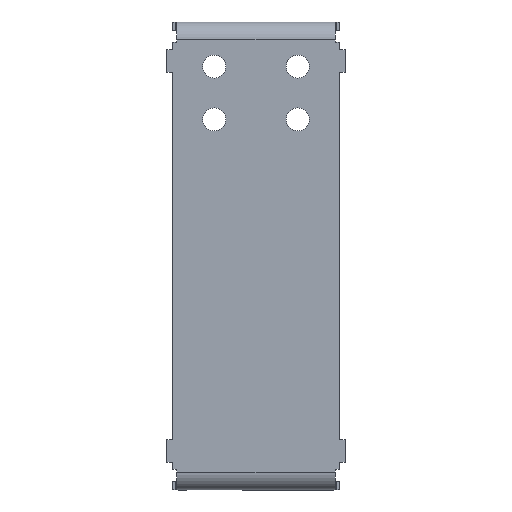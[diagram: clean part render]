
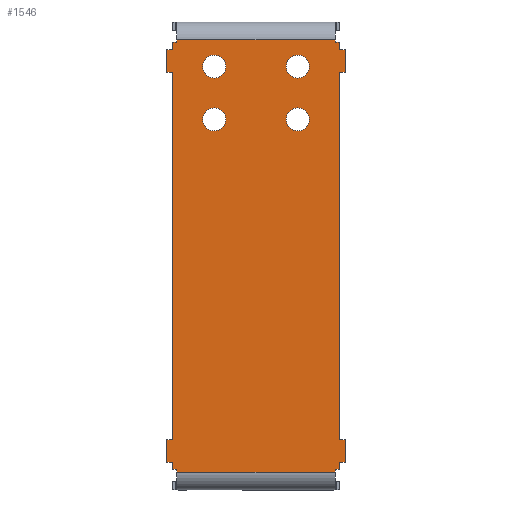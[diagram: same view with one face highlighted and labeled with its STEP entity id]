
A CAD part, top view. The second image highlights one B-rep face of the part: STEP entity #1546.
In plain terms, the highlighted planar face has unit normal (0, 0, 1).
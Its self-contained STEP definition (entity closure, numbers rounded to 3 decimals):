
#49=PLANE('',#1675);
#67=CIRCLE('',#1591,0.5);
#69=CIRCLE('',#1607,0.5);
#71=CIRCLE('',#1618,0.5);
#93=CIRCLE('',#1664,0.5);
#94=CIRCLE('',#1667,4.125);
#96=CIRCLE('',#1670,4.125);
#98=CIRCLE('',#1673,4.125);
#100=CIRCLE('',#1676,4.125);
#376=ORIENTED_EDGE('',*,*,#733,.F.);
#377=ORIENTED_EDGE('',*,*,#727,.F.);
#378=ORIENTED_EDGE('',*,*,#729,.F.);
#379=ORIENTED_EDGE('',*,*,#731,.F.);
#380=ORIENTED_EDGE('',*,*,#606,.T.);
#381=ORIENTED_EDGE('',*,*,#588,.T.);
#382=ORIENTED_EDGE('',*,*,#592,.T.);
#383=ORIENTED_EDGE('',*,*,#593,.T.);
#384=ORIENTED_EDGE('',*,*,#611,.T.);
#385=ORIENTED_EDGE('',*,*,#604,.T.);
#386=ORIENTED_EDGE('',*,*,#602,.T.);
#387=ORIENTED_EDGE('',*,*,#596,.T.);
#388=ORIENTED_EDGE('',*,*,#610,.T.);
#389=ORIENTED_EDGE('',*,*,#583,.T.);
#390=ORIENTED_EDGE('',*,*,#581,.T.);
#391=ORIENTED_EDGE('',*,*,#734,.F.);
#392=ORIENTED_EDGE('',*,*,#735,.F.);
#393=ORIENTED_EDGE('',*,*,#736,.T.);
#394=ORIENTED_EDGE('',*,*,#625,.T.);
#395=ORIENTED_EDGE('',*,*,#629,.F.);
#396=ORIENTED_EDGE('',*,*,#645,.F.);
#397=ORIENTED_EDGE('',*,*,#638,.T.);
#398=ORIENTED_EDGE('',*,*,#636,.T.);
#399=ORIENTED_EDGE('',*,*,#630,.T.);
#400=ORIENTED_EDGE('',*,*,#644,.F.);
#401=ORIENTED_EDGE('',*,*,#621,.T.);
#402=ORIENTED_EDGE('',*,*,#619,.T.);
#403=ORIENTED_EDGE('',*,*,#613,.T.);
#404=ORIENTED_EDGE('',*,*,#642,.F.);
#405=ORIENTED_EDGE('',*,*,#647,.T.);
#406=ORIENTED_EDGE('',*,*,#652,.T.);
#407=ORIENTED_EDGE('',*,*,#714,.F.);
#408=ORIENTED_EDGE('',*,*,#655,.T.);
#409=ORIENTED_EDGE('',*,*,#719,.T.);
#410=ORIENTED_EDGE('',*,*,#724,.T.);
#411=ORIENTED_EDGE('',*,*,#726,.F.);
#581=EDGE_CURVE('',#803,#802,#67,.T.);
#583=EDGE_CURVE('',#804,#803,#953,.T.);
#588=EDGE_CURVE('',#809,#808,#958,.T.);
#592=EDGE_CURVE('',#808,#811,#962,.T.);
#593=EDGE_CURVE('',#811,#812,#963,.T.);
#596=EDGE_CURVE('',#814,#815,#966,.T.);
#602=EDGE_CURVE('',#818,#814,#972,.T.);
#604=EDGE_CURVE('',#821,#818,#974,.T.);
#606=EDGE_CURVE('',#822,#809,#976,.T.);
#610=EDGE_CURVE('',#815,#804,#980,.T.);
#611=EDGE_CURVE('',#812,#821,#981,.T.);
#613=EDGE_CURVE('',#824,#825,#983,.T.);
#619=EDGE_CURVE('',#828,#824,#989,.T.);
#621=EDGE_CURVE('',#831,#828,#991,.T.);
#625=EDGE_CURVE('',#835,#834,#69,.T.);
#629=EDGE_CURVE('',#837,#834,#997,.T.);
#630=EDGE_CURVE('',#838,#839,#998,.T.);
#636=EDGE_CURVE('',#842,#838,#1004,.T.);
#638=EDGE_CURVE('',#845,#842,#1006,.T.);
#642=EDGE_CURVE('',#847,#825,#1010,.T.);
#644=EDGE_CURVE('',#831,#839,#1012,.T.);
#645=EDGE_CURVE('',#845,#837,#1013,.T.);
#647=EDGE_CURVE('',#847,#848,#1015,.T.);
#652=EDGE_CURVE('',#848,#851,#71,.T.);
#655=EDGE_CURVE('',#855,#854,#1020,.T.);
#714=EDGE_CURVE('',#855,#851,#1062,.T.);
#719=EDGE_CURVE('',#854,#896,#1065,.T.);
#724=EDGE_CURVE('',#896,#899,#93,.T.);
#726=EDGE_CURVE('',#822,#899,#1070,.T.);
#727=EDGE_CURVE('',#900,#900,#94,.T.);
#729=EDGE_CURVE('',#902,#902,#96,.T.);
#731=EDGE_CURVE('',#904,#904,#98,.T.);
#733=EDGE_CURVE('',#906,#906,#100,.T.);
#734=EDGE_CURVE('',#907,#802,#1071,.T.);
#735=EDGE_CURVE('',#908,#907,#1072,.T.);
#736=EDGE_CURVE('',#908,#835,#1073,.T.);
#802=VERTEX_POINT('',#2186);
#803=VERTEX_POINT('',#2188);
#804=VERTEX_POINT('',#2192);
#808=VERTEX_POINT('',#2201);
#809=VERTEX_POINT('',#2203);
#811=VERTEX_POINT('',#2209);
#812=VERTEX_POINT('',#2213);
#814=VERTEX_POINT('',#2219);
#815=VERTEX_POINT('',#2220);
#818=VERTEX_POINT('',#2228);
#821=VERTEX_POINT('',#2236);
#822=VERTEX_POINT('',#2240);
#824=VERTEX_POINT('',#2252);
#825=VERTEX_POINT('',#2253);
#828=VERTEX_POINT('',#2261);
#831=VERTEX_POINT('',#2269);
#834=VERTEX_POINT('',#2276);
#835=VERTEX_POINT('',#2278);
#837=VERTEX_POINT('',#2284);
#838=VERTEX_POINT('',#2288);
#839=VERTEX_POINT('',#2289);
#842=VERTEX_POINT('',#2297);
#845=VERTEX_POINT('',#2305);
#847=VERTEX_POINT('',#2311);
#848=VERTEX_POINT('',#2321);
#851=VERTEX_POINT('',#2329);
#854=VERTEX_POINT('',#2336);
#855=VERTEX_POINT('',#2338);
#896=VERTEX_POINT('',#2465);
#899=VERTEX_POINT('',#2473);
#900=VERTEX_POINT('',#2480);
#902=VERTEX_POINT('',#2485);
#904=VERTEX_POINT('',#2490);
#906=VERTEX_POINT('',#2495);
#907=VERTEX_POINT('',#2497);
#908=VERTEX_POINT('',#2499);
#953=LINE('',#2191,#1121);
#958=LINE('',#2202,#1126);
#962=LINE('',#2210,#1130);
#963=LINE('',#2212,#1131);
#966=LINE('',#2218,#1134);
#972=LINE('',#2231,#1140);
#974=LINE('',#2235,#1142);
#976=LINE('',#2239,#1144);
#980=LINE('',#2246,#1148);
#981=LINE('',#2248,#1149);
#983=LINE('',#2251,#1151);
#989=LINE('',#2264,#1157);
#991=LINE('',#2268,#1159);
#997=LINE('',#2285,#1165);
#998=LINE('',#2287,#1166);
#1004=LINE('',#2300,#1172);
#1006=LINE('',#2304,#1174);
#1010=LINE('',#2312,#1178);
#1012=LINE('',#2315,#1180);
#1013=LINE('',#2317,#1181);
#1015=LINE('',#2320,#1183);
#1020=LINE('',#2337,#1188);
#1062=LINE('',#2455,#1230);
#1065=LINE('',#2464,#1233);
#1070=LINE('',#2477,#1238);
#1071=LINE('',#2496,#1239);
#1072=LINE('',#2498,#1240);
#1073=LINE('',#2500,#1241);
#1121=VECTOR('',#1752,1000.);
#1126=VECTOR('',#1759,1000.);
#1130=VECTOR('',#1765,1000.);
#1131=VECTOR('',#1768,1000.);
#1134=VECTOR('',#1773,1000.);
#1140=VECTOR('',#1781,1000.);
#1142=VECTOR('',#1785,1000.);
#1144=VECTOR('',#1789,1000.);
#1148=VECTOR('',#1795,1000.);
#1149=VECTOR('',#1798,1000.);
#1151=VECTOR('',#1802,1000.);
#1157=VECTOR('',#1810,1000.);
#1159=VECTOR('',#1814,1000.);
#1165=VECTOR('',#1828,1000.);
#1166=VECTOR('',#1831,1000.);
#1172=VECTOR('',#1839,1000.);
#1174=VECTOR('',#1843,1000.);
#1178=VECTOR('',#1849,1000.);
#1180=VECTOR('',#1853,1000.);
#1181=VECTOR('',#1856,1000.);
#1183=VECTOR('',#1860,1000.);
#1188=VECTOR('',#1875,1000.);
#1230=VECTOR('',#1991,1000.);
#1233=VECTOR('',#2002,1000.);
#1238=VECTOR('',#2015,1000.);
#1239=VECTOR('',#2038,1000.);
#1240=VECTOR('',#2039,1000.);
#1241=VECTOR('',#2040,1000.);
#1339=EDGE_LOOP('',(#376));
#1340=EDGE_LOOP('',(#377));
#1341=EDGE_LOOP('',(#378));
#1342=EDGE_LOOP('',(#379));
#1343=EDGE_LOOP('',(#380,#381,#382,#383,#384,#385,#386,#387,#388,#389,#390,
#391,#392,#393,#394,#395,#396,#397,#398,#399,#400,#401,#402,#403,#404,#405,
#406,#407,#408,#409,#410,#411));
#1431=FACE_BOUND('',#1339,.T.);
#1432=FACE_BOUND('',#1340,.T.);
#1433=FACE_BOUND('',#1341,.T.);
#1434=FACE_BOUND('',#1342,.T.);
#1435=FACE_BOUND('',#1343,.T.);
#1546=ADVANCED_FACE('',(#1431,#1432,#1433,#1434,#1435),#49,.T.);
#1591=AXIS2_PLACEMENT_3D('',#2187,#1747,#1748);
#1607=AXIS2_PLACEMENT_3D('',#2277,#1821,#1822);
#1618=AXIS2_PLACEMENT_3D('',#2330,#1868,#1869);
#1664=AXIS2_PLACEMENT_3D('',#2474,#2010,#2011);
#1667=AXIS2_PLACEMENT_3D('',#2479,#2018,#2019);
#1670=AXIS2_PLACEMENT_3D('',#2484,#2024,#2025);
#1673=AXIS2_PLACEMENT_3D('',#2489,#2030,#2031);
#1675=AXIS2_PLACEMENT_3D('',#2493,#2034,#2035);
#1676=AXIS2_PLACEMENT_3D('',#2494,#2036,#2037);
#1747=DIRECTION('',(0.,0.,-1.));
#1748=DIRECTION('',(0.,1.,0.));
#1752=DIRECTION('',(1.,0.,0.));
#1759=DIRECTION('',(-1.,0.,0.));
#1765=DIRECTION('',(0.,-1.,0.));
#1768=DIRECTION('',(1.,0.,0.));
#1773=DIRECTION('',(1.,0.,0.));
#1781=DIRECTION('',(0.,-1.,0.));
#1785=DIRECTION('',(-1.,0.,0.));
#1789=DIRECTION('',(0.,-1.,0.));
#1795=DIRECTION('',(0.,-1.,0.));
#1798=DIRECTION('',(0.,-1.,0.));
#1802=DIRECTION('',(-1.,0.,0.));
#1810=DIRECTION('',(0.,1.,0.));
#1814=DIRECTION('',(1.,0.,0.));
#1821=DIRECTION('',(0.,0.,-1.));
#1822=DIRECTION('',(-1.,0.,0.));
#1828=DIRECTION('',(-1.,0.,0.));
#1831=DIRECTION('',(-1.,0.,0.));
#1839=DIRECTION('',(0.,1.,0.));
#1843=DIRECTION('',(1.,0.,0.));
#1849=DIRECTION('',(0.,-1.,0.));
#1853=DIRECTION('',(0.,-1.,0.));
#1856=DIRECTION('',(0.,-1.,0.));
#1860=DIRECTION('',(-1.,0.,0.));
#1868=DIRECTION('',(0.,0.,-1.));
#1869=DIRECTION('',(0.,-1.,0.));
#1875=DIRECTION('',(-1.,0.,0.));
#1991=DIRECTION('',(0.,-1.,0.));
#2002=DIRECTION('',(0.,-1.,0.));
#2010=DIRECTION('',(0.,0.,-1.));
#2011=DIRECTION('',(1.,0.,0.));
#2015=DIRECTION('',(1.,0.,0.));
#2018=DIRECTION('',(0.,0.,1.));
#2019=DIRECTION('',(-1.,0.,0.));
#2024=DIRECTION('',(0.,0.,1.));
#2025=DIRECTION('',(-1.,0.,0.));
#2030=DIRECTION('',(0.,0.,1.));
#2031=DIRECTION('',(-1.,0.,0.));
#2034=DIRECTION('',(0.,0.,1.));
#2035=DIRECTION('',(0.,-1.,0.));
#2036=DIRECTION('',(0.,0.,1.));
#2037=DIRECTION('',(1.,0.,0.));
#2038=DIRECTION('',(0.,1.,0.));
#2039=DIRECTION('',(-1.,0.,0.));
#2040=DIRECTION('',(0.,1.,0.));
#2186=CARTESIAN_POINT('',(-28.5,-77.13,26.));
#2187=CARTESIAN_POINT('',(-29.,-77.13,26.));
#2188=CARTESIAN_POINT('',(-29.,-76.63,26.));
#2191=CARTESIAN_POINT('',(-30.,-76.63,26.));
#2192=CARTESIAN_POINT('',(-30.,-76.63,26.));
#2201=CARTESIAN_POINT('',(-32.,74.,26.));
#2202=CARTESIAN_POINT('',(-30.,74.,26.));
#2203=CARTESIAN_POINT('',(-30.,74.,26.));
#2209=CARTESIAN_POINT('',(-32.,66.,26.));
#2210=CARTESIAN_POINT('',(-32.,81.,26.));
#2212=CARTESIAN_POINT('',(-32.,66.,26.));
#2213=CARTESIAN_POINT('',(-30.,66.,26.));
#2218=CARTESIAN_POINT('',(-32.,-74.,26.));
#2219=CARTESIAN_POINT('',(-32.,-74.,26.));
#2220=CARTESIAN_POINT('',(-30.,-74.,26.));
#2228=CARTESIAN_POINT('',(-32.,-66.,26.));
#2231=CARTESIAN_POINT('',(-32.,-66.,26.));
#2235=CARTESIAN_POINT('',(-30.,-66.,26.));
#2236=CARTESIAN_POINT('',(-30.,-66.,26.));
#2239=CARTESIAN_POINT('',(-30.,76.63,26.));
#2240=CARTESIAN_POINT('',(-30.,76.63,26.));
#2246=CARTESIAN_POINT('',(-30.,-74.,26.));
#2248=CARTESIAN_POINT('',(-30.,66.,26.));
#2251=CARTESIAN_POINT('',(-30.,74.,26.));
#2252=CARTESIAN_POINT('',(32.,74.,26.));
#2253=CARTESIAN_POINT('',(30.,74.,26.));
#2261=CARTESIAN_POINT('',(32.,66.,26.));
#2264=CARTESIAN_POINT('',(32.,81.,26.));
#2268=CARTESIAN_POINT('',(-30.,66.,26.));
#2269=CARTESIAN_POINT('',(30.,66.,26.));
#2276=CARTESIAN_POINT('',(29.,-76.63,26.));
#2277=CARTESIAN_POINT('',(29.,-77.13,26.));
#2278=CARTESIAN_POINT('',(28.5,-77.13,26.));
#2284=CARTESIAN_POINT('',(30.,-76.63,26.));
#2285=CARTESIAN_POINT('',(-29.25,-76.63,26.));
#2287=CARTESIAN_POINT('',(-30.,-66.,26.));
#2288=CARTESIAN_POINT('',(32.,-66.,26.));
#2289=CARTESIAN_POINT('',(30.,-66.,26.));
#2297=CARTESIAN_POINT('',(32.,-74.,26.));
#2300=CARTESIAN_POINT('',(32.,-74.,26.));
#2304=CARTESIAN_POINT('',(-30.,-74.,26.));
#2305=CARTESIAN_POINT('',(30.,-74.,26.));
#2311=CARTESIAN_POINT('',(30.,76.63,26.));
#2312=CARTESIAN_POINT('',(30.,76.63,26.));
#2315=CARTESIAN_POINT('',(30.,66.,26.));
#2317=CARTESIAN_POINT('',(30.,-74.,26.));
#2320=CARTESIAN_POINT('',(-30.,76.63,26.));
#2321=CARTESIAN_POINT('',(29.,76.63,26.));
#2329=CARTESIAN_POINT('',(28.5,77.13,26.));
#2330=CARTESIAN_POINT('',(29.,77.13,26.));
#2336=CARTESIAN_POINT('',(-28.5,77.63,26.));
#2337=CARTESIAN_POINT('',(28.5,77.63,26.));
#2338=CARTESIAN_POINT('',(28.5,77.63,26.));
#2455=CARTESIAN_POINT('',(28.5,-82.5,26.));
#2464=CARTESIAN_POINT('',(-28.5,81.,26.));
#2465=CARTESIAN_POINT('',(-28.5,77.13,26.));
#2473=CARTESIAN_POINT('',(-29.,76.63,26.));
#2474=CARTESIAN_POINT('',(-29.,77.13,26.));
#2477=CARTESIAN_POINT('',(-30.,76.63,26.));
#2479=CARTESIAN_POINT('',(15.,68.,26.));
#2480=CARTESIAN_POINT('',(10.875,68.,26.));
#2484=CARTESIAN_POINT('',(15.,49.,26.));
#2485=CARTESIAN_POINT('',(10.875,49.,26.));
#2489=CARTESIAN_POINT('',(-15.,49.,26.));
#2490=CARTESIAN_POINT('',(-19.125,49.,26.));
#2493=CARTESIAN_POINT('',(-30.,81.,26.));
#2494=CARTESIAN_POINT('',(-15.,68.,26.));
#2495=CARTESIAN_POINT('',(-10.875,68.,26.));
#2496=CARTESIAN_POINT('',(-28.5,-77.63,26.));
#2497=CARTESIAN_POINT('',(-28.5,-77.63,26.));
#2498=CARTESIAN_POINT('',(28.5,-77.63,26.));
#2499=CARTESIAN_POINT('',(28.5,-77.63,26.));
#2500=CARTESIAN_POINT('',(28.5,-77.63,26.));
